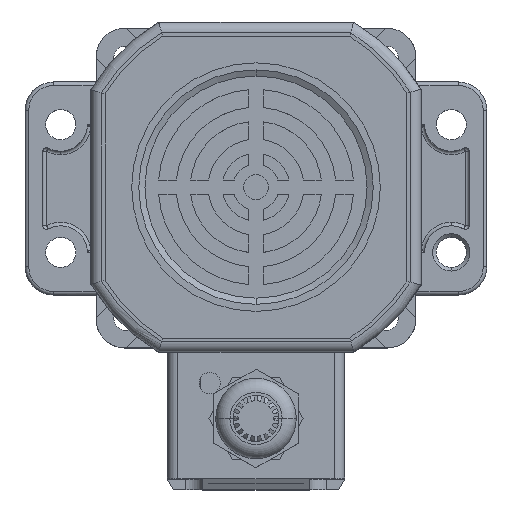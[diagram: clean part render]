
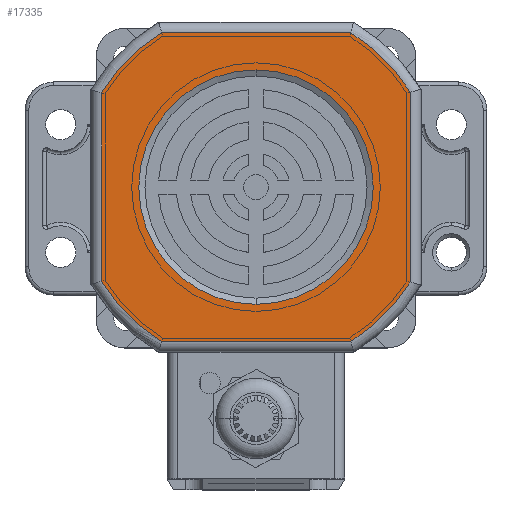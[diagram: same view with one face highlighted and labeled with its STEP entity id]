
A CAD part, top view. The second image highlights one B-rep face of the part: STEP entity #17335.
In plain terms, the highlighted face is planar.
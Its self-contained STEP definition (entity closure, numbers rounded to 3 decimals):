
#908 = DIRECTION ( 'NONE',  ( 0., 0., 1. ) ) ;
#984 = LINE ( 'NONE', #19429, #20261 ) ;
#1090 = FACE_OUTER_BOUND ( 'NONE', #4501, .T. ) ;
#1247 = EDGE_CURVE ( 'NONE', #10734, #5550, #26186, .T. ) ;
#1450 = PLANE ( 'NONE',  #4224 ) ;
#1879 = DIRECTION ( 'NONE',  ( 0., 0., 1. ) ) ;
#2655 = FACE_BOUND ( 'NONE', #11368, .T. ) ;
#3432 = CARTESIAN_POINT ( 'NONE',  ( -43.5, 0., 26.54 ) ) ;
#3470 = EDGE_CURVE ( 'NONE', #19390, #4071, #18552, .T. ) ;
#3517 = EDGE_CURVE ( 'NONE', #18850, #9173, #23689, .T. ) ;
#3988 = ORIENTED_EDGE ( 'NONE', *, *, #3470, .F. ) ;
#4071 = VERTEX_POINT ( 'NONE', #4682 ) ;
#4224 = AXIS2_PLACEMENT_3D ( 'NONE', #19059, #21565, #6511 ) ;
#4501 = EDGE_LOOP ( 'NONE', ( #32723, #24943, #11109, #8870, #25637, #30851, #18748, #12391 ) ) ;
#4682 = CARTESIAN_POINT ( 'NONE',  ( 0., 0., -33. ) ) ;
#4712 = VERTEX_POINT ( 'NONE', #28110 ) ;
#4779 = EDGE_CURVE ( 'NONE', #4712, #19171, #5474, .T. ) ;
#4817 = LINE ( 'NONE', #16755, #24136 ) ;
#5474 = CIRCLE ( 'NONE', #29751, 51. ) ;
#5550 = VERTEX_POINT ( 'NONE', #9000 ) ;
#6511 = DIRECTION ( 'NONE',  ( 0., 0., 1. ) ) ;
#7467 = DIRECTION ( 'NONE',  ( 0., -1., 0. ) ) ;
#8870 = ORIENTED_EDGE ( 'NONE', *, *, #14465, .T. ) ;
#8959 = ORIENTED_EDGE ( 'NONE', *, *, #25126, .F. ) ;
#9000 = CARTESIAN_POINT ( 'NONE',  ( 26.673, 0., 43.5 ) ) ;
#9173 = VERTEX_POINT ( 'NONE', #29741 ) ;
#9801 = EDGE_CURVE ( 'NONE', #9173, #24957, #19392, .T. ) ;
#9900 = CARTESIAN_POINT ( 'NONE',  ( 43.5, 0., 26.705 ) ) ;
#10466 = AXIS2_PLACEMENT_3D ( 'NONE', #11366, #28995, #13894 ) ;
#10734 = VERTEX_POINT ( 'NONE', #9900 ) ;
#10818 = DIRECTION ( 'NONE',  ( 0., -1., 0. ) ) ;
#11109 = ORIENTED_EDGE ( 'NONE', *, *, #9801, .T. ) ;
#11366 = CARTESIAN_POINT ( 'NONE',  ( 0., 0., 0. ) ) ;
#11368 = EDGE_LOOP ( 'NONE', ( #8959, #3988 ) ) ;
#12391 = ORIENTED_EDGE ( 'NONE', *, *, #4779, .T. ) ;
#12801 = DIRECTION ( 'NONE',  ( 1., 0., 0. ) ) ;
#12831 = AXIS2_PLACEMENT_3D ( 'NONE', #31147, #16003, #908 ) ;
#13493 = CARTESIAN_POINT ( 'NONE',  ( 0.05, 0., 0. ) ) ;
#13894 = DIRECTION ( 'NONE',  ( 0., 0., -1. ) ) ;
#14464 = CARTESIAN_POINT ( 'NONE',  ( -43.5, 0., -26.54 ) ) ;
#14465 = EDGE_CURVE ( 'NONE', #24957, #26409, #32426, .T. ) ;
#16003 = DIRECTION ( 'NONE',  ( 0., -1., 0. ) ) ;
#16043 = DIRECTION ( 'NONE',  ( 0., 0., 1. ) ) ;
#16450 = CARTESIAN_POINT ( 'NONE',  ( 43.5, 0., -26.705 ) ) ;
#16755 = CARTESIAN_POINT ( 'NONE',  ( 0.05, 0., 43.5 ) ) ;
#16941 = DIRECTION ( 'NONE',  ( 0., -1., 0. ) ) ;
#17335 = ADVANCED_FACE ( 'NONE', ( #1090, #2655 ), #1450, .F. ) ;
#18210 = AXIS2_PLACEMENT_3D ( 'NONE', #22535, #7467, #25098 ) ;
#18552 = CIRCLE ( 'NONE', #10466, 33. ) ;
#18748 = ORIENTED_EDGE ( 'NONE', *, *, #24379, .T. ) ;
#18850 = VERTEX_POINT ( 'NONE', #14464 ) ;
#19059 = CARTESIAN_POINT ( 'NONE',  ( 0.05, 0., 0. ) ) ;
#19171 = VERTEX_POINT ( 'NONE', #3432 ) ;
#19390 = VERTEX_POINT ( 'NONE', #25013 ) ;
#19392 = LINE ( 'NONE', #30468, #24539 ) ;
#19429 = CARTESIAN_POINT ( 'NONE',  ( -43.5, 0., 0. ) ) ;
#19451 = AXIS2_PLACEMENT_3D ( 'NONE', #13493, #31190, #16043 ) ;
#20261 = VECTOR ( 'NONE', #21961, 1000. ) ;
#21565 = DIRECTION ( 'NONE',  ( 0., 1., 0. ) ) ;
#21912 = DIRECTION ( 'NONE',  ( -1., 0., 0. ) ) ;
#21961 = DIRECTION ( 'NONE',  ( 0., 0., -1. ) ) ;
#22501 = EDGE_CURVE ( 'NONE', #26409, #10734, #30605, .T. ) ;
#22535 = CARTESIAN_POINT ( 'NONE',  ( 0., 0., 0. ) ) ;
#22579 = CARTESIAN_POINT ( 'NONE',  ( 43.5, 0., 0. ) ) ;
#23689 = CIRCLE ( 'NONE', #23962, 51. ) ;
#23962 = AXIS2_PLACEMENT_3D ( 'NONE', #32132, #16941, #1879 ) ;
#24136 = VECTOR ( 'NONE', #21912, 1000. ) ;
#24379 = EDGE_CURVE ( 'NONE', #5550, #4712, #4817, .T. ) ;
#24539 = VECTOR ( 'NONE', #12801, 1000. ) ;
#24943 = ORIENTED_EDGE ( 'NONE', *, *, #3517, .T. ) ;
#24957 = VERTEX_POINT ( 'NONE', #32122 ) ;
#25013 = CARTESIAN_POINT ( 'NONE',  ( 0., 0., 33. ) ) ;
#25098 = DIRECTION ( 'NONE',  ( 0., 0., -1. ) ) ;
#25126 = EDGE_CURVE ( 'NONE', #4071, #19390, #25737, .T. ) ;
#25143 = DIRECTION ( 'NONE',  ( 0., 0., 1. ) ) ;
#25637 = ORIENTED_EDGE ( 'NONE', *, *, #22501, .T. ) ;
#25737 = CIRCLE ( 'NONE', #18210, 33. ) ;
#25904 = CARTESIAN_POINT ( 'NONE',  ( 0.05, 0., 0. ) ) ;
#26186 = CIRCLE ( 'NONE', #19451, 51. ) ;
#26409 = VERTEX_POINT ( 'NONE', #16450 ) ;
#28110 = CARTESIAN_POINT ( 'NONE',  ( -26.572, 0., 43.5 ) ) ;
#28444 = DIRECTION ( 'NONE',  ( 0., 0., 1. ) ) ;
#28995 = DIRECTION ( 'NONE',  ( 0., -1., 0. ) ) ;
#29741 = CARTESIAN_POINT ( 'NONE',  ( -26.572, 0., -43.5 ) ) ;
#29751 = AXIS2_PLACEMENT_3D ( 'NONE', #25904, #10818, #28444 ) ;
#29801 = VECTOR ( 'NONE', #25143, 1000. ) ;
#29898 = EDGE_CURVE ( 'NONE', #19171, #18850, #984, .T. ) ;
#30468 = CARTESIAN_POINT ( 'NONE',  ( 0.05, 0., -43.5 ) ) ;
#30605 = LINE ( 'NONE', #22579, #29801 ) ;
#30851 = ORIENTED_EDGE ( 'NONE', *, *, #1247, .T. ) ;
#31147 = CARTESIAN_POINT ( 'NONE',  ( 0.05, 0., 0. ) ) ;
#31190 = DIRECTION ( 'NONE',  ( 0., -1., 0. ) ) ;
#32122 = CARTESIAN_POINT ( 'NONE',  ( 26.673, 0., -43.5 ) ) ;
#32132 = CARTESIAN_POINT ( 'NONE',  ( 0.05, 0., 0. ) ) ;
#32426 = CIRCLE ( 'NONE', #12831, 51. ) ;
#32723 = ORIENTED_EDGE ( 'NONE', *, *, #29898, .T. ) ;
